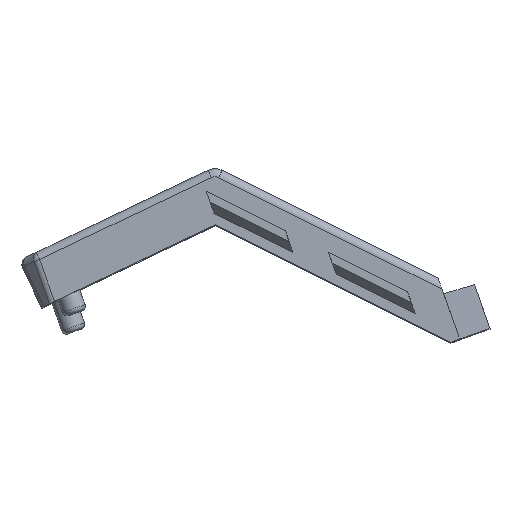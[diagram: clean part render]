
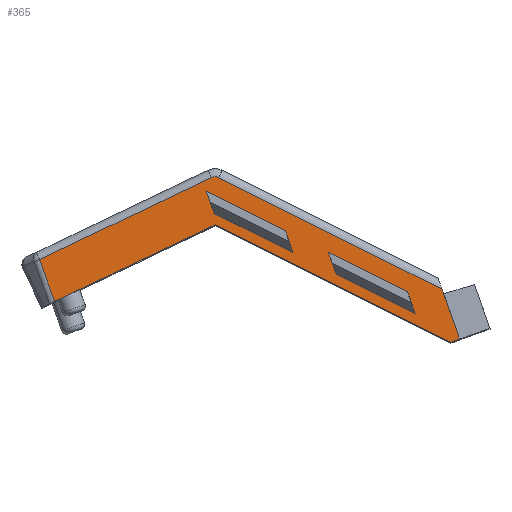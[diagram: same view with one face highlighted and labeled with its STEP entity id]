
A CAD part, top view. The second image highlights one B-rep face of the part: STEP entity #365.
In plain terms, the highlighted planar face has unit normal (0, 0, 1).
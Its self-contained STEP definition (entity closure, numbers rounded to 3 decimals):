
#36 = EDGE_CURVE ( 'NONE', #355, #2387, #1777, .T. ) ;
#64 = LINE ( 'NONE', #1667, #2122 ) ;
#164 = VECTOR ( 'NONE', #3819, 1000. ) ;
#165 = CARTESIAN_POINT ( 'NONE',  ( -2.003, 11.796, 20. ) ) ;
#166 = EDGE_LOOP ( 'NONE', ( #1377, #3876, #1862, #1639, #2107, #2735, #3076, #3520 ) ) ;
#200 = VERTEX_POINT ( 'NONE', #886 ) ;
#241 = LINE ( 'NONE', #1630, #3571 ) ;
#268 = AXIS2_PLACEMENT_3D ( 'NONE', #1361, #2646, #2023 ) ;
#355 = VERTEX_POINT ( 'NONE', #3721 ) ;
#365 = ADVANCED_FACE ( 'NONE', ( #635, #4062, #956 ), #3676, .T. ) ;
#376 = CARTESIAN_POINT ( 'NONE',  ( -17.449, 21.845, 20. ) ) ;
#417 = EDGE_LOOP ( 'NONE', ( #3850, #782, #3820, #733 ) ) ;
#426 = LINE ( 'NONE', #2479, #3159 ) ;
#438 = VERTEX_POINT ( 'NONE', #4150 ) ;
#485 = VERTEX_POINT ( 'NONE', #3854 ) ;
#496 = DIRECTION ( 'NONE',  ( -0.895, 0.447, 0. ) ) ;
#602 = VECTOR ( 'NONE', #2216, 1000. ) ;
#607 = AXIS2_PLACEMENT_3D ( 'NONE', #2324, #3376, #3060 ) ;
#635 = FACE_BOUND ( 'NONE', #3593, .T. ) ;
#654 = CARTESIAN_POINT ( 'NONE',  ( -9.695, 15.841, 20. ) ) ;
#691 = VECTOR ( 'NONE', #770, 1000. ) ;
#718 = ORIENTED_EDGE ( 'NONE', *, *, #3034, .T. ) ;
#726 = EDGE_CURVE ( 'NONE', #4228, #4480, #1581, .T. ) ;
#733 = ORIENTED_EDGE ( 'NONE', *, *, #844, .T. ) ;
#754 = DIRECTION ( 'NONE',  ( -0.895, 0.447, 0. ) ) ;
#764 = EDGE_CURVE ( 'NONE', #200, #2930, #241, .T. ) ;
#768 = DIRECTION ( 'NONE',  ( 0.334, -0.943, 0. ) ) ;
#770 = DIRECTION ( 'NONE',  ( 0.895, -0.447, 0. ) ) ;
#782 = ORIENTED_EDGE ( 'NONE', *, *, #3267, .T. ) ;
#823 = LINE ( 'NONE', #3494, #3752 ) ;
#844 = EDGE_CURVE ( 'NONE', #485, #3678, #1421, .T. ) ;
#886 = CARTESIAN_POINT ( 'NONE',  ( -17.3, 19.638, 20. ) ) ;
#919 = VECTOR ( 'NONE', #496, 1000. ) ;
#938 = CARTESIAN_POINT ( 'NONE',  ( -3.33, 11.992, 20. ) ) ;
#956 = FACE_BOUND ( 'NONE', #417, .T. ) ;
#978 = CARTESIAN_POINT ( 'NONE',  ( -12.86, 18.539, 20. ) ) ;
#1078 = VECTOR ( 'NONE', #1570, 1000. ) ;
#1092 = DIRECTION ( 'NONE',  ( -0.334, 0.943, 0. ) ) ;
#1140 = CARTESIAN_POINT ( 'NONE',  ( -12.86, 18.539, 20. ) ) ;
#1141 = CARTESIAN_POINT ( 'NONE',  ( -9.695, 15.841, 20. ) ) ;
#1224 = CARTESIAN_POINT ( 'NONE',  ( -3.1, 14.895, 20. ) ) ;
#1342 = CARTESIAN_POINT ( 'NONE',  ( -17.78, 20.996, 20. ) ) ;
#1361 = CARTESIAN_POINT ( 'NONE',  ( -17.234, 21.394, 20. ) ) ;
#1377 = ORIENTED_EDGE ( 'NONE', *, *, #1708, .T. ) ;
#1421 = LINE ( 'NONE', #2081, #3944 ) ;
#1454 = CARTESIAN_POINT ( 'NONE',  ( -17.01, 21.841, 20. ) ) ;
#1570 = DIRECTION ( 'NONE',  ( 0.903, 0.431, 0. ) ) ;
#1581 = LINE ( 'NONE', #1675, #2057 ) ;
#1589 = EDGE_CURVE ( 'NONE', #3499, #2357, #64, .T. ) ;
#1630 = CARTESIAN_POINT ( 'NONE',  ( -17.78, 20.996, 20. ) ) ;
#1639 = ORIENTED_EDGE ( 'NONE', *, *, #3921, .T. ) ;
#1667 = CARTESIAN_POINT ( 'NONE',  ( -27.215, 14.116, 20. ) ) ;
#1675 = CARTESIAN_POINT ( 'NONE',  ( -12.86, 18.539, 20. ) ) ;
#1694 = VERTEX_POINT ( 'NONE', #3643 ) ;
#1708 = EDGE_CURVE ( 'NONE', #3413, #3499, #3903, .T. ) ;
#1777 = LINE ( 'NONE', #3153, #164 ) ;
#1862 = ORIENTED_EDGE ( 'NONE', *, *, #3896, .T. ) ;
#1891 = LINE ( 'NONE', #938, #2581 ) ;
#1939 = CARTESIAN_POINT ( 'NONE',  ( -8.21, 23.205, 20. ) ) ;
#1965 = CARTESIAN_POINT ( 'NONE',  ( -17.3, 19.638, 20. ) ) ;
#1980 = EDGE_CURVE ( 'NONE', #3678, #3295, #3412, .T. ) ;
#1987 = LINE ( 'NONE', #1965, #919 ) ;
#2023 = DIRECTION ( 'NONE',  ( 1., 0., 0. ) ) ;
#2057 = VECTOR ( 'NONE', #2641, 1000. ) ;
#2081 = CARTESIAN_POINT ( 'NONE',  ( -5.255, 14.742, 20. ) ) ;
#2107 = ORIENTED_EDGE ( 'NONE', *, *, #36, .T. ) ;
#2122 = VECTOR ( 'NONE', #768, 1000. ) ;
#2216 = DIRECTION ( 'NONE',  ( -0.903, -0.431, 0. ) ) ;
#2262 = DIRECTION ( 'NONE',  ( 0.895, -0.447, 0. ) ) ;
#2305 = CARTESIAN_POINT ( 'NONE',  ( -4.774, 13.384, 20. ) ) ;
#2324 = CARTESIAN_POINT ( 'NONE',  ( -3.091, 12.472, 20. ) ) ;
#2357 = VERTEX_POINT ( 'NONE', #3458 ) ;
#2387 = VERTEX_POINT ( 'NONE', #165 ) ;
#2409 = DIRECTION ( 'NONE',  ( 0.895, -0.447, 0. ) ) ;
#2479 = CARTESIAN_POINT ( 'NONE',  ( -10.176, 17.199, 20. ) ) ;
#2581 = VECTOR ( 'NONE', #2262, 1000. ) ;
#2631 = VERTEX_POINT ( 'NONE', #1141 ) ;
#2641 = DIRECTION ( 'NONE',  ( 0.334, -0.943, 0. ) ) ;
#2646 = DIRECTION ( 'NONE',  ( 0., 0., 1. ) ) ;
#2735 = ORIENTED_EDGE ( 'NONE', *, *, #3837, .T. ) ;
#2779 = CARTESIAN_POINT ( 'NONE',  ( -4.774, 13.384, 20. ) ) ;
#2792 = CARTESIAN_POINT ( 'NONE',  ( -5.255, 14.742, 20. ) ) ;
#2930 = VERTEX_POINT ( 'NONE', #1342 ) ;
#2948 = VECTOR ( 'NONE', #3744, 1000. ) ;
#3010 = DIRECTION ( 'NONE',  ( -0.334, 0.943, 0. ) ) ;
#3034 = EDGE_CURVE ( 'NONE', #2930, #4228, #3857, .T. ) ;
#3060 = DIRECTION ( 'NONE',  ( 1., 0., 0. ) ) ;
#3076 = ORIENTED_EDGE ( 'NONE', *, *, #3862, .T. ) ;
#3079 = DIRECTION ( 'NONE',  ( 0.334, -0.943, 0. ) ) ;
#3137 = VERTEX_POINT ( 'NONE', #1224 ) ;
#3153 = CARTESIAN_POINT ( 'NONE',  ( -2.757, 11.529, 20. ) ) ;
#3159 = VECTOR ( 'NONE', #1092, 1000. ) ;
#3236 = VECTOR ( 'NONE', #754, 1000. ) ;
#3247 = ORIENTED_EDGE ( 'NONE', *, *, #3560, .T. ) ;
#3267 = EDGE_CURVE ( 'NONE', #3295, #2631, #4374, .T. ) ;
#3295 = VERTEX_POINT ( 'NONE', #2305 ) ;
#3300 = EDGE_CURVE ( 'NONE', #438, #3413, #4324, .T. ) ;
#3376 = DIRECTION ( 'NONE',  ( 0., 0., 1. ) ) ;
#3388 = EDGE_CURVE ( 'NONE', #2631, #485, #426, .T. ) ;
#3412 = LINE ( 'NONE', #2779, #4084 ) ;
#3413 = VERTEX_POINT ( 'NONE', #376 ) ;
#3458 = CARTESIAN_POINT ( 'NONE',  ( -27.222, 14.137, 20. ) ) ;
#3494 = CARTESIAN_POINT ( 'NONE',  ( 0., 6.14, 20. ) ) ;
#3499 = VERTEX_POINT ( 'NONE', #3942 ) ;
#3506 = ORIENTED_EDGE ( 'NONE', *, *, #764, .T. ) ;
#3520 = ORIENTED_EDGE ( 'NONE', *, *, #3300, .T. ) ;
#3560 = EDGE_CURVE ( 'NONE', #4480, #200, #1987, .T. ) ;
#3571 = VECTOR ( 'NONE', #3010, 1000. ) ;
#3593 = EDGE_LOOP ( 'NONE', ( #718, #3742, #3247, #3506 ) ) ;
#3643 = CARTESIAN_POINT ( 'NONE',  ( -17.199, 18.918, 20. ) ) ;
#3676 = PLANE ( 'NONE',  #607 ) ;
#3678 = VERTEX_POINT ( 'NONE', #2792 ) ;
#3701 = LINE ( 'NONE', #1939, #1078 ) ;
#3721 = CARTESIAN_POINT ( 'NONE',  ( -2.55, 11.602, 20. ) ) ;
#3742 = ORIENTED_EDGE ( 'NONE', *, *, #726, .T. ) ;
#3744 = DIRECTION ( 'NONE',  ( -0.895, 0.447, 0. ) ) ;
#3752 = VECTOR ( 'NONE', #4247, 1000. ) ;
#3819 = DIRECTION ( 'NONE',  ( 0.943, 0.334, 0. ) ) ;
#3820 = ORIENTED_EDGE ( 'NONE', *, *, #3388, .T. ) ;
#3837 = EDGE_CURVE ( 'NONE', #2387, #3137, #823, .T. ) ;
#3850 = ORIENTED_EDGE ( 'NONE', *, *, #1980, .T. ) ;
#3854 = CARTESIAN_POINT ( 'NONE',  ( -10.176, 17.199, 20. ) ) ;
#3857 = LINE ( 'NONE', #1140, #691 ) ;
#3862 = EDGE_CURVE ( 'NONE', #3137, #438, #4198, .T. ) ;
#3876 = ORIENTED_EDGE ( 'NONE', *, *, #1589, .T. ) ;
#3896 = EDGE_CURVE ( 'NONE', #2357, #1694, #3701, .T. ) ;
#3903 = LINE ( 'NONE', #4239, #602 ) ;
#3921 = EDGE_CURVE ( 'NONE', #1694, #355, #1891, .T. ) ;
#3941 = CARTESIAN_POINT ( 'NONE',  ( -12.379, 17.181, 20. ) ) ;
#3942 = CARTESIAN_POINT ( 'NONE',  ( -28.145, 16.743, 20. ) ) ;
#3944 = VECTOR ( 'NONE', #2409, 1000. ) ;
#4062 = FACE_OUTER_BOUND ( 'NONE', #166, .T. ) ;
#4084 = VECTOR ( 'NONE', #3079, 1000. ) ;
#4150 = CARTESIAN_POINT ( 'NONE',  ( -17.01, 21.841, 20. ) ) ;
#4198 = LINE ( 'NONE', #1454, #3236 ) ;
#4228 = VERTEX_POINT ( 'NONE', #978 ) ;
#4239 = CARTESIAN_POINT ( 'NONE',  ( -28.286, 16.676, 20. ) ) ;
#4247 = DIRECTION ( 'NONE',  ( -0.334, 0.943, 0. ) ) ;
#4324 = CIRCLE ( 'NONE', #268, 0.5 ) ;
#4374 = LINE ( 'NONE', #654, #2948 ) ;
#4480 = VERTEX_POINT ( 'NONE', #3941 ) ;
